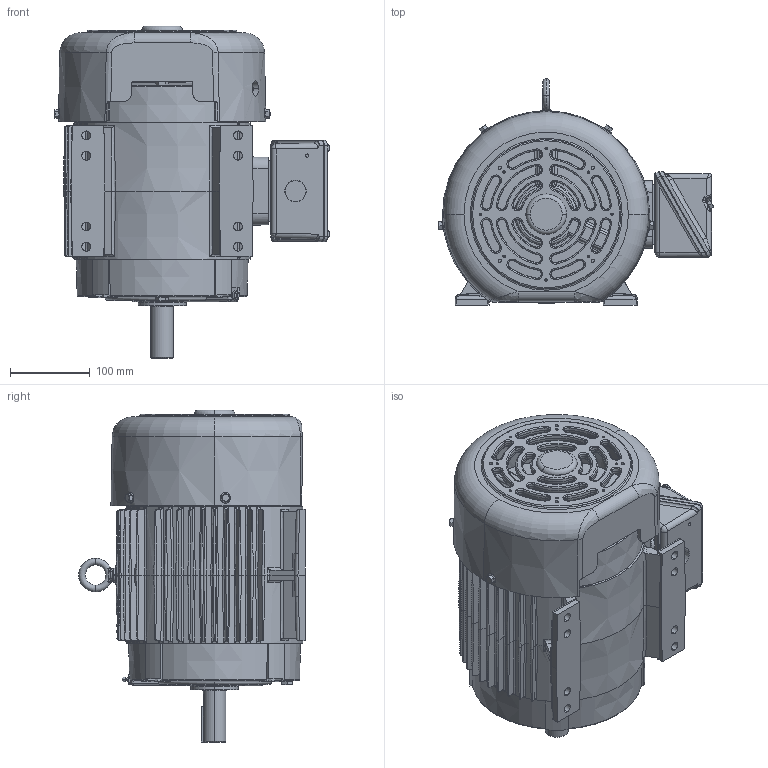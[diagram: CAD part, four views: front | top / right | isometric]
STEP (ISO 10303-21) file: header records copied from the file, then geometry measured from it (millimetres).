
FILE_DESCRIPTION (( 'STEP AP203' ), '1' );
FILE_NAME ('SS69971-675_Rev00.STEP', '2017-11-02T14:12:30', ( '' ), ( '' ), 'SwSTEP 2.0', 'SolidWorks 2015', '' );
FILE_SCHEMA (( 'CONFIG_CONTROL_DESIGN' ));
Length unit declared in the file: inch
Products named in the file (1): SS69971-675_Rev00
Bounding box: 345.68 x 284.26 x 416.56 mm (x, y, z)
Volume: 3577435.6 mm3; surface area: 1146869.8 mm2
Topology: 32 solids, 32 shells, 2638 faces, 6677 edges, 4119 vertices
Faces by surface type: plane 720, cone 665, cylinder 527, torus 401, bspline 303, sphere 22
Entity records: 98973 total; most frequent: CARTESIAN_POINT 39224, ORIENTED_EDGE 13202, DIRECTION 11756, EDGE_CURVE 6601, AXIS2_PLACEMENT_3D 4900, VERTEX_POINT 4119, EDGE_LOOP 2882, FACE_OUTER_BOUND 2638
